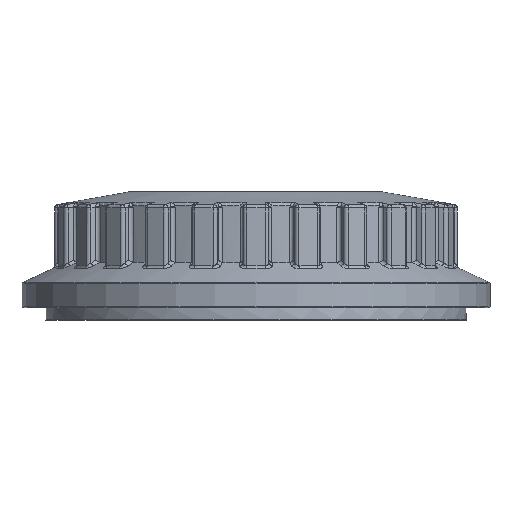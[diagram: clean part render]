
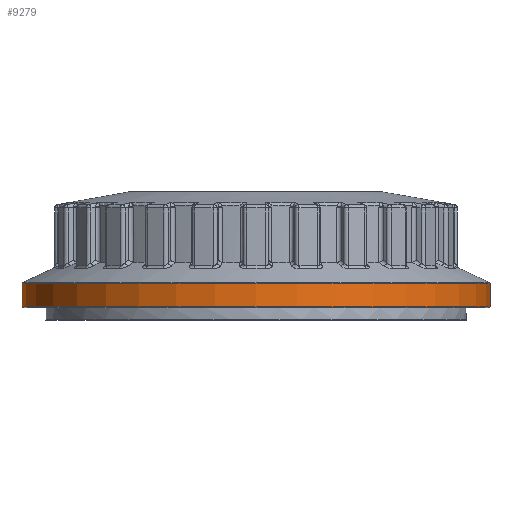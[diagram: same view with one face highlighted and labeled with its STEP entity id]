
A CAD part, front view. The second image highlights one B-rep face of the part: STEP entity #9279.
In plain terms, the highlighted cylindrical face has radius 34.5 mm (diameter 69 mm), a full revolution.
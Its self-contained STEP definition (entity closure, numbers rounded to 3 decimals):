
#1404=LINE('',#22005,#1675);
#1675=VECTOR('',#11941,31.5);
#1829=CYLINDRICAL_SURFACE('',#10145,34.5);
#2346=FACE_OUTER_BOUND('',#2977,.T.);
#2977=EDGE_LOOP('',(#8044,#8045,#8046,#8047,#8048));
#3527=CIRCLE('',#10142,34.5);
#3530=CIRCLE('',#10146,34.5);
#3531=CIRCLE('',#10147,34.5);
#4347=VERTEX_POINT('',#21998);
#4349=VERTEX_POINT('',#22004);
#4350=VERTEX_POINT('',#22006);
#5659=EDGE_CURVE('',#4347,#4347,#3527,.T.);
#5662=EDGE_CURVE('',#4347,#4349,#1404,.T.);
#5663=EDGE_CURVE('',#4350,#4349,#3530,.T.);
#5664=EDGE_CURVE('',#4349,#4350,#3531,.T.);
#8044=ORIENTED_EDGE('',*,*,#5659,.F.);
#8045=ORIENTED_EDGE('',*,*,#5662,.T.);
#8046=ORIENTED_EDGE('',*,*,#5663,.F.);
#8047=ORIENTED_EDGE('',*,*,#5664,.F.);
#8048=ORIENTED_EDGE('',*,*,#5662,.F.);
#9279=ADVANCED_FACE('',(#2346),#1829,.T.);
#10142=AXIS2_PLACEMENT_3D('',#21999,#11933,#11934);
#10145=AXIS2_PLACEMENT_3D('',#22003,#11939,#11940);
#10146=AXIS2_PLACEMENT_3D('',#22007,#11942,#11943);
#10147=AXIS2_PLACEMENT_3D('',#22008,#11944,#11945);
#11933=DIRECTION('center_axis',(0.,0.,
-1.));
#11934=DIRECTION('ref_axis',(1.,0.,0.));
#11939=DIRECTION('center_axis',(0.,0.,1.));
#11940=DIRECTION('ref_axis',(1.,0.,0.));
#11941=DIRECTION('',(0.,0.,1.));
#11942=DIRECTION('center_axis',(0.,0.,1.));
#11943=DIRECTION('ref_axis',(1.,0.,0.));
#11944=DIRECTION('center_axis',(0.,0.,1.));
#11945=DIRECTION('ref_axis',(1.,0.,0.));
#21998=CARTESIAN_POINT('',(-34.5,0.,13.638));
#21999=CARTESIAN_POINT('Origin',(0.,0.,
13.638));
#22003=CARTESIAN_POINT('Origin',(0.,0.,
5.18));
#22004=CARTESIAN_POINT('',(-34.5,0.,17.118));
#22005=CARTESIAN_POINT('',(-34.5,0.,5.18));
#22006=CARTESIAN_POINT('',(34.5,0.,17.118));
#22007=CARTESIAN_POINT('Origin',(0.,0.,
17.118));
#22008=CARTESIAN_POINT('Origin',(0.,0.,
17.118));
